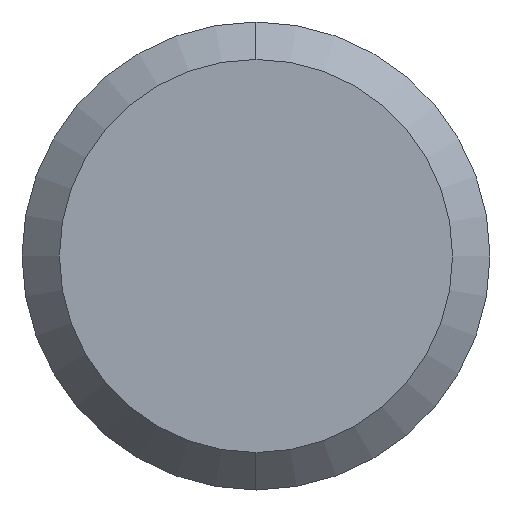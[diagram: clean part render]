
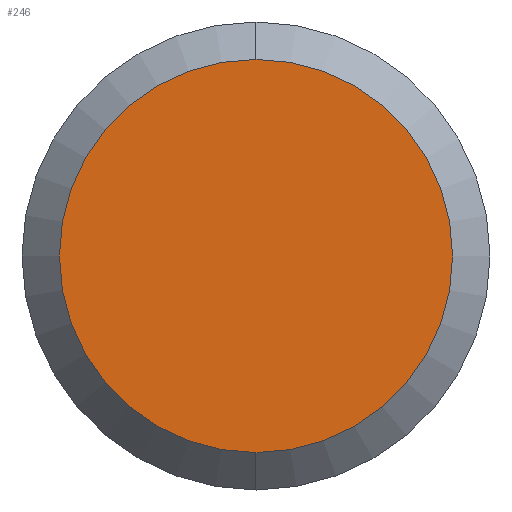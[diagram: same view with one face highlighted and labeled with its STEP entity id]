
A CAD part, left-side view. The second image highlights one B-rep face of the part: STEP entity #246.
In plain terms, the highlighted planar face has unit normal (-1, 0, 0).
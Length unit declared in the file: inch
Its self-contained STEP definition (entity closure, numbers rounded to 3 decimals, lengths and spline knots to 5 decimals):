
#14 = CARTESIAN_POINT ( 'NONE',  ( 0., 0., 0. ) ) ;
#121 = DIRECTION ( 'NONE',  ( 0., 0., -1. ) ) ;
#178 = CARTESIAN_POINT ( 'NONE',  ( 0., 0., 0.105 ) ) ;
#206 = DIRECTION ( 'NONE',  ( 0., 0., 1. ) ) ;
#246 = ADVANCED_FACE ( 'NONE', ( #1023 ), #523, .T. ) ;
#432 = VERTEX_POINT ( 'NONE', #937 ) ;
#445 = CARTESIAN_POINT ( 'NONE',  ( 0., 0., 0. ) ) ;
#523 = PLANE ( 'NONE',  #1159 ) ;
#548 = DIRECTION ( 'NONE',  ( 0., 0., -1. ) ) ;
#638 = CARTESIAN_POINT ( 'NONE',  ( 0., 0.125, 0. ) ) ;
#679 = EDGE_CURVE ( 'NONE', #1290, #432, #927, .T. ) ;
#716 = EDGE_LOOP ( 'NONE', ( #820, #1235 ) ) ;
#723 = CIRCLE ( 'NONE', #789, 0.105 ) ;
#761 = DIRECTION ( 'NONE',  ( 1., 0., 0. ) ) ;
#789 = AXIS2_PLACEMENT_3D ( 'NONE', #445, #1172, #548 ) ;
#820 = ORIENTED_EDGE ( 'NONE', *, *, #979, .F. ) ;
#848 = DIRECTION ( 'NONE',  ( -1., 0., 0. ) ) ;
#927 = CIRCLE ( 'NONE', #1047, 0.105 ) ;
#937 = CARTESIAN_POINT ( 'NONE',  ( 0., 0., -0.105 ) ) ;
#979 = EDGE_CURVE ( 'NONE', #432, #1290, #723, .T. ) ;
#1023 = FACE_OUTER_BOUND ( 'NONE', #716, .T. ) ;
#1047 = AXIS2_PLACEMENT_3D ( 'NONE', #14, #761, #121 ) ;
#1159 = AXIS2_PLACEMENT_3D ( 'NONE', #638, #848, #206 ) ;
#1172 = DIRECTION ( 'NONE',  ( 1., 0., 0. ) ) ;
#1235 = ORIENTED_EDGE ( 'NONE', *, *, #679, .F. ) ;
#1290 = VERTEX_POINT ( 'NONE', #178 ) ;
